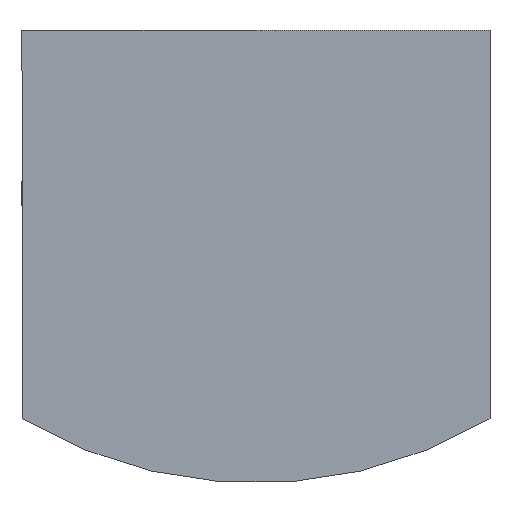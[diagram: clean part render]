
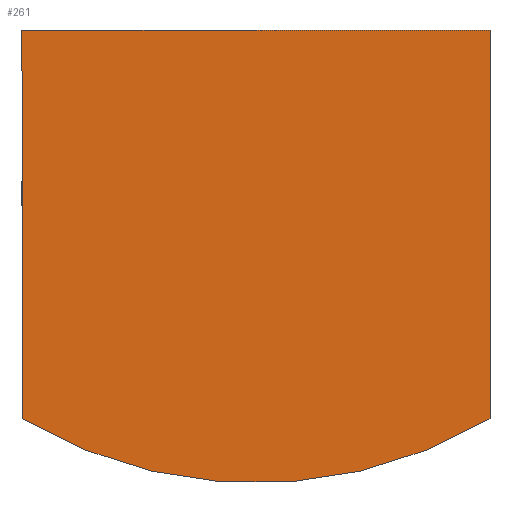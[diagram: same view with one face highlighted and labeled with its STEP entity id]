
A CAD part, front view. The second image highlights one B-rep face of the part: STEP entity #261.
In plain terms, the highlighted planar face has unit normal (0, -1, 0).
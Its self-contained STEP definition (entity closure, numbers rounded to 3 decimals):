
#51 = CARTESIAN_POINT ( 'NONE',  ( 77.5, 0., -128.714 ) ) ;
#53 = FACE_OUTER_BOUND ( 'NONE', #466, .T. ) ;
#71 = EDGE_CURVE ( 'NONE', #129, #387, #353, .T. ) ;
#79 = ORIENTED_EDGE ( 'NONE', *, *, #71, .F. ) ;
#92 = CARTESIAN_POINT ( 'NONE',  ( -77.5, 0., -128.714 ) ) ;
#95 = CARTESIAN_POINT ( 'NONE',  ( 77.5, 0., 0. ) ) ;
#108 = EDGE_CURVE ( 'NONE', #463, #226, #212, .T. ) ;
#116 = DIRECTION ( 'NONE',  ( 0., 1., 0. ) ) ;
#122 = CARTESIAN_POINT ( 'NONE',  ( 0., 0., 1.727 ) ) ;
#129 = VERTEX_POINT ( 'NONE', #185 ) ;
#133 = ORIENTED_EDGE ( 'NONE', *, *, #142, .F. ) ;
#136 = LINE ( 'NONE', #151, #332 ) ;
#142 = EDGE_CURVE ( 'NONE', #387, #463, #443, .T. ) ;
#149 = VECTOR ( 'NONE', #253, 1000. ) ;
#151 = CARTESIAN_POINT ( 'NONE',  ( -77.5, 0., 0. ) ) ;
#160 = ORIENTED_EDGE ( 'NONE', *, *, #108, .F. ) ;
#167 = AXIS2_PLACEMENT_3D ( 'NONE', #122, #116, #368 ) ;
#185 = CARTESIAN_POINT ( 'NONE',  ( -77.5, 0., 0. ) ) ;
#212 = CIRCLE ( 'NONE', #167, 151.727 ) ;
#222 = DIRECTION ( 'NONE',  ( 0., 0., 1. ) ) ;
#226 = VERTEX_POINT ( 'NONE', #92 ) ;
#253 = DIRECTION ( 'NONE',  ( 1., 0., 0. ) ) ;
#261 = ADVANCED_FACE ( 'NONE', ( #53 ), #342, .F. ) ;
#274 = DIRECTION ( 'NONE',  ( 0., 1., 0. ) ) ;
#276 = DIRECTION ( 'NONE',  ( 0., 0., 1. ) ) ;
#283 = AXIS2_PLACEMENT_3D ( 'NONE', #458, #274, #276 ) ;
#295 = CARTESIAN_POINT ( 'NONE',  ( 77.5, 0., 0. ) ) ;
#322 = CARTESIAN_POINT ( 'NONE',  ( -77.5, 0., 0. ) ) ;
#324 = VECTOR ( 'NONE', #327, 1000. ) ;
#327 = DIRECTION ( 'NONE',  ( 0., 0., -1. ) ) ;
#332 = VECTOR ( 'NONE', #222, 1000. ) ;
#342 = PLANE ( 'NONE',  #283 ) ;
#353 = LINE ( 'NONE', #322, #149 ) ;
#367 = EDGE_CURVE ( 'NONE', #226, #129, #136, .T. ) ;
#368 = DIRECTION ( 'NONE',  ( 0., 0., 1. ) ) ;
#387 = VERTEX_POINT ( 'NONE', #95 ) ;
#413 = ORIENTED_EDGE ( 'NONE', *, *, #367, .F. ) ;
#443 = LINE ( 'NONE', #295, #324 ) ;
#458 = CARTESIAN_POINT ( 'NONE',  ( 0., 0., -50. ) ) ;
#463 = VERTEX_POINT ( 'NONE', #51 ) ;
#466 = EDGE_LOOP ( 'NONE', ( #133, #79, #413, #160 ) ) ;
